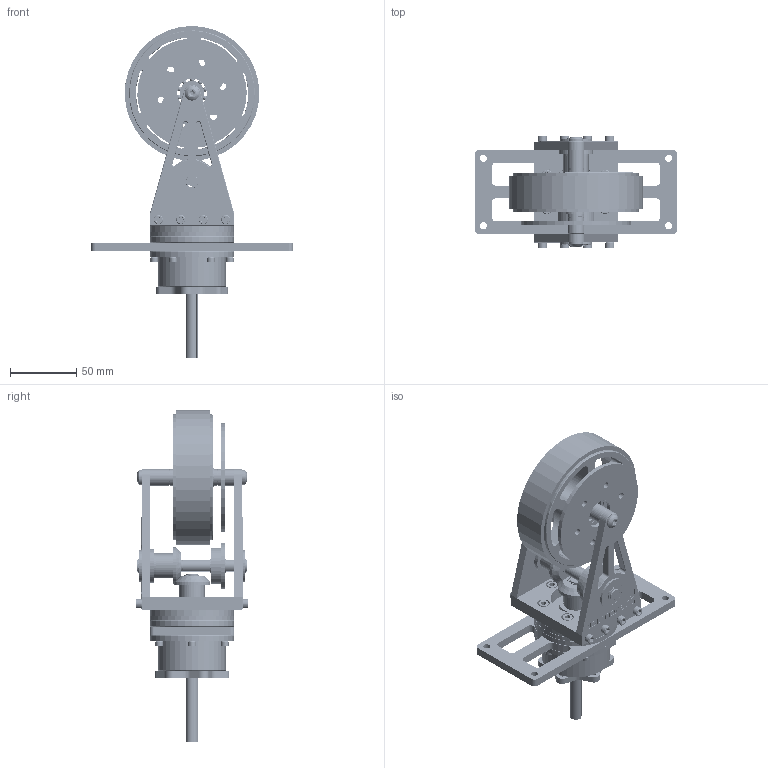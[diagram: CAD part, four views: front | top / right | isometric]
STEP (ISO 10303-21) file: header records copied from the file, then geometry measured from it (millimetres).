
FILE_DESCRIPTION((''),'2;1');
FILE_NAME('revolution_2_performance_with_mount.stp','2010-12-19T13:03:35',('ajlapp'),(''),'Autodesk Inventor 2011','Autodesk Inventor 2011','');
FILE_SCHEMA(('AUTOMOTIVE_DESIGN { 1 0 10303 214 1 1 1 1 }'));
Length unit declared in the file: inch
Products named in the file (46): flat_plate_mount_asm; cs_mount_plate; cs_transmission_asm; cs_drive_hub_asm; 5906K526_thrust_bushing; cs_vert_drive_shaft; 6843K12_miter_gear; revo2_pivot_hub; brf-06; revo2_sprocket_mount; fhcs_91253A238; large_thrust_bushing; bushing_backer; cs_wheel_box_asm; revo2_wheel_box_cap; revo2_side_plate; BHCS_91255A535; 91251A192_shcs; 16t_ws_globe_gear; revo2_cross_drive_shaft; revo2_wheel_shaft; tread; AM_36t_sprocket; AM_4in_performance_new; 4 Performance Bearing 2; ball_bearing_60355K150; NONE; NONEA; NONEB; NONEC; NONED; NONEE; NONEF; NONEG; NONEH; NONEI; NONEJ; NONEK; snap_ring_97633A200; 91251A240 ...
Assembly tree (80 placements, depth 6):
  flat_plate_mount_asm
    cs_mount_plate
    cs_transmission_asm
      cs_drive_hub_asm
        5906K526_thrust_bushing
        cs_vert_drive_shaft
        6843K12_miter_gear
        revo2_pivot_hub
        brf-06  x2
        revo2_sprocket_mount
        (unnamed)  x2
        fhcs_91253A238  x3
        large_thrust_bushing
        bushing_backer
      cs_wheel_box_asm
        revo2_wheel_box_cap
        6843K12_miter_gear
        revo2_side_plate  x2
        BHCS_91255A535  x2
        91251A192_shcs  x8
        brf-06  x2
        16t_ws_globe_gear
        revo2_cross_drive_shaft
        (unnamed)  x5
        large_thrust_bushing
        revo2_wheel_shaft
        tread
        AM_36t_sprocket
        AM_4in_performance_new
          4 Performance Bearing 2
          ball_bearing_60355K150  x2
            NONE
            NONEA
            NONEB
            NONEC
            NONED
            NONEE
            NONEF
            NONEG
            NONEH
            NONEI
            NONEJ
            NONEK
        bushing_backer
        snap_ring_97633A200  x2
        91251A240  x6
      bushing_hub_asm
        revo2_steering_hub
        1
    cs_clamp_ring
    91251A150  x6
Bounding box: 152.4 x 84.58 x 250.57 mm (x, y, z)
Volume: 370853.3 mm3; surface area: 209821 mm2
Topology: 85 solids, 85 shells, 1755 faces, 6323 edges, 4813 vertices
Faces by surface type: plane 740, cylinder 486, cone 355, bspline 136, sphere 22, torus 16
Full cylindrical faces by diameter (mm): 1.041 x14, 1.194 x4, 2.642 x6, 3.251 x14, 3.302 x3, 3.683 x20, 3.81 x6, 3.962 x6, 4.056 x6, 4.496 x3, 4.826 x3, 4.953 x8, 4.978 x2, 5.105 x6, 5.334 x10, 5.387 x12, 5.74 x6, 6.35 x12, 6.604 x2, 6.858 x8, 7.925 x6, 9.525 x14, 9.652 x2, 11.1 x2, 11.506 x8, 11.887 x4, 12.7 x7, 12.751 x1, 18.684 x4, 19.05 x12
Entity records: 34600 total; most frequent: CARTESIAN_POINT 12767, ORIENTED_EDGE 4210, DIRECTION 3972, EDGE_CURVE 2105, VERTEX_POINT 1649, AXIS2_PLACEMENT_3D 1605, EDGE_LOOP 1334, FACE_OUTER_BOUND 837
